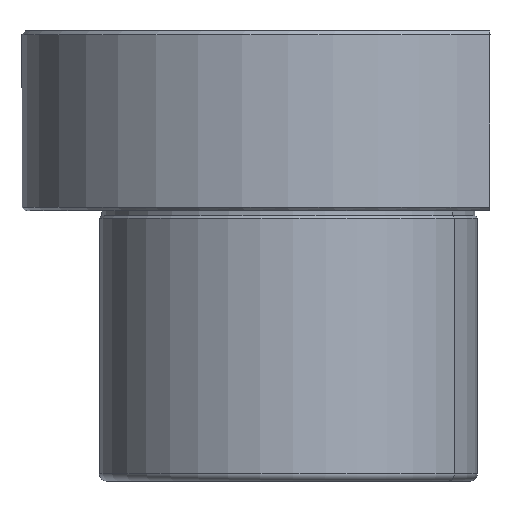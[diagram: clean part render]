
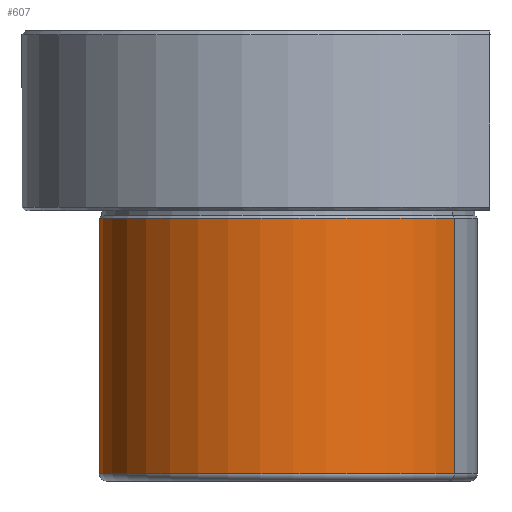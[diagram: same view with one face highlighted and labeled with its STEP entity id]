
A CAD part, front view. The second image highlights one B-rep face of the part: STEP entity #607.
In plain terms, the highlighted cylindrical face has radius 52.5 mm (diameter 105 mm), a partial arc.
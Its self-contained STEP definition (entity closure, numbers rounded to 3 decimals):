
#538=CARTESIAN_POINT('Vertex',(46.073,-25.17,-73.)) ;
#541=CARTESIAN_POINT('Axis2P3D Location',(0.,0.,-73.)) ;
#545=CARTESIAN_POINT('Vertex',(-46.073,25.17,-73.)) ;
#577=CARTESIAN_POINT('Axis2P3D Location',(0.,0.,-12.5)) ;
#582=CARTESIAN_POINT('Line Origine',(46.073,-25.17,-38.5)) ;
#586=CARTESIAN_POINT('Vertex',(46.073,-25.17,-2.)) ;
#589=CARTESIAN_POINT('Axis2P3D Location',(0.,0.,-2.)) ;
#593=CARTESIAN_POINT('Vertex',(-46.073,25.17,-2.)) ;
#596=CARTESIAN_POINT('Line Origine',(-46.073,25.17,-38.5)) ;
#542=DIRECTION('Axis2P3D Direction',(0.,0.,-1.)) ;
#578=DIRECTION('Axis2P3D Direction',(0.,0.,-1.)) ;
#579=DIRECTION('Axis2P3D XDirection',(-0.878,0.479,-0.)) ;
#583=DIRECTION('Vector Direction',(0.,0.,-1.)) ;
#590=DIRECTION('Axis2P3D Direction',(0.,0.,-1.)) ;
#597=DIRECTION('Vector Direction',(0.,0.,-1.)) ;
#543=AXIS2_PLACEMENT_3D('Circle Axis2P3D',#541,#542,$) ;
#580=AXIS2_PLACEMENT_3D('Cylinder Axis2P3D',#577,#578,#579) ;
#591=AXIS2_PLACEMENT_3D('Circle Axis2P3D',#589,#590,$) ;
#602=ORIENTED_EDGE('',*,*,#588,.T.) ;
#603=ORIENTED_EDGE('',*,*,#595,.T.) ;
#604=ORIENTED_EDGE('',*,*,#600,.F.) ;
#605=ORIENTED_EDGE('',*,*,#547,.F.) ;
#584=VECTOR('Line Direction',#583,1.) ;
#598=VECTOR('Line Direction',#597,1.) ;
#607=ADVANCED_FACE('PartBody',(#606),#581,.T.) ;
#544=CIRCLE('generated circle',#543,52.5) ;
#592=CIRCLE('generated circle',#591,52.5) ;
#581=CYLINDRICAL_SURFACE('generated cylinder',#580,52.5) ;
#547=EDGE_CURVE('',#539,#546,#544,.T.) ;
#588=EDGE_CURVE('',#539,#587,#585,.F.) ;
#595=EDGE_CURVE('',#587,#594,#592,.T.) ;
#600=EDGE_CURVE('',#546,#594,#599,.F.) ;
#601=EDGE_LOOP('',(#602,#603,#604,#605)) ;
#606=FACE_OUTER_BOUND('',#601,.T.) ;
#585=LINE('Line',#582,#584) ;
#599=LINE('Line',#596,#598) ;
#539=VERTEX_POINT('',#538) ;
#546=VERTEX_POINT('',#545) ;
#587=VERTEX_POINT('',#586) ;
#594=VERTEX_POINT('',#593) ;
